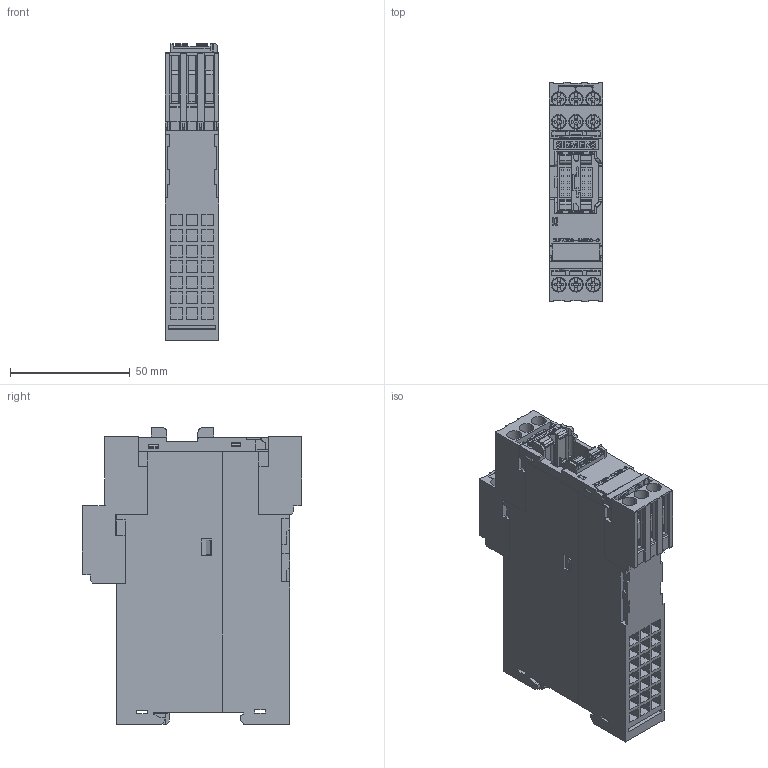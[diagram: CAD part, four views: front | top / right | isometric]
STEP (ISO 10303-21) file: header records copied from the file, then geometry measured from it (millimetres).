
FILE_DESCRIPTION(('STEP AP214'),'1');
FILE_NAME('cctmp_57F51335-E6D5-4569-B44D-61E0303FA139_2023_07_21_14_55_02_0495..stp','2023-07-21T12:55:04',('SIEMENS A&D'),('CADClick - www.CADClick.com'),'Spatial InterOp 3D postprocessed',' ','unknown authorization');
FILE_SCHEMA(('AUTOMOTIVE_DESIGN'));
Length unit declared in the file: millimetre
Products named in the file (1): 2023_07_21_14_55_02_0416
Bounding box: 22.5 x 91.9 x 124 mm (x, y, z)
Volume: 172607.1 mm3; surface area: 58571.4 mm2
Topology: 1 solids, 2 shells, 2171 faces, 6149 edges, 4072 vertices
Faces by surface type: plane 1873, cylinder 236, cone 54, torus 8
Entity records: 76289 total; most frequent: CARTESIAN_POINT 12783, ORIENTED_EDGE 12282, DIRECTION 11067, EDGE_CURVE 6141, LINE 5387, VECTOR 5387, VERTEX_POINT 4072, AXIS2_PLACEMENT_3D 2840
